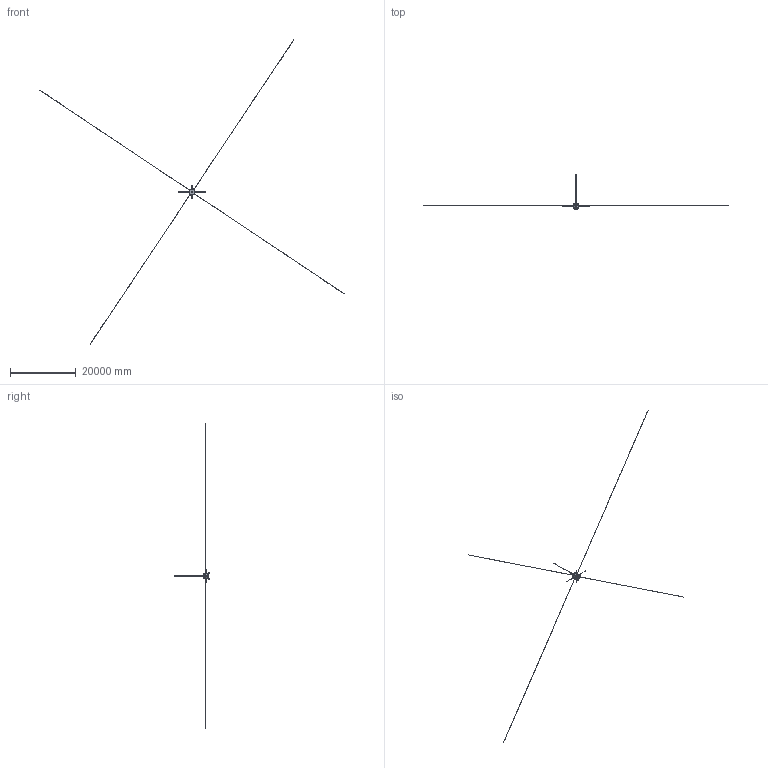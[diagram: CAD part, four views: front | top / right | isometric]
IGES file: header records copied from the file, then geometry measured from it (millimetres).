
Start section: SolidWorks IGES file using analytic representation for surfaces
Global section: file name: isee3_2.IGS; native system: SolidWorks 2013; preprocessor: SolidWorks 2013; author: Jacob; date: 140415.064916; units: metre
Bounding box: 92821.74 x 10739.79 x 92821.74 mm (x, y, z)
Volume: 2081096402.4 mm3; surface area: 30374291.7 mm2
Topology: 26 solids, 26 shells, 1508 faces, 3624 edges, 2315 vertices
Faces by surface type: plane 1108, revolution 338, bspline 62
